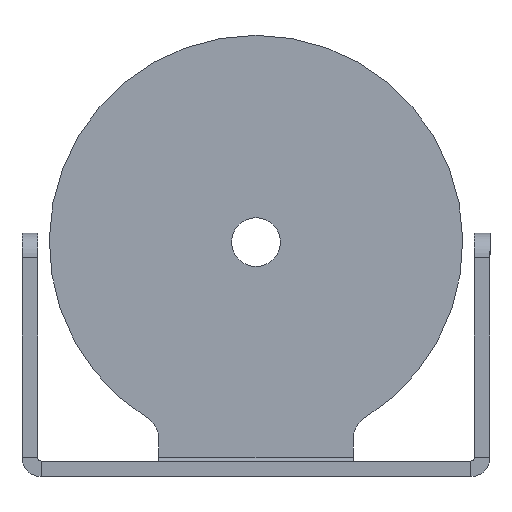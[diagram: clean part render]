
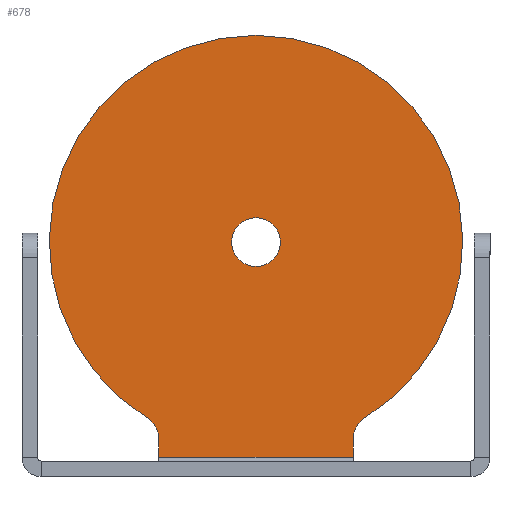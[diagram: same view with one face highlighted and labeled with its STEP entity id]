
A CAD part, front view. The second image highlights one B-rep face of the part: STEP entity #678.
In plain terms, the highlighted planar face has unit normal (0, -1, 0).
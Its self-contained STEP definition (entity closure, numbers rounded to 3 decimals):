
#7 = CARTESIAN_POINT ( 'NONE',  ( 20., 93.6, 0. ) ) ;
#26 = CARTESIAN_POINT ( 'NONE',  ( 20., 93.6, -41.763 ) ) ;
#40 = CIRCLE ( 'NONE', #332, 42.5 ) ;
#51 = CARTESIAN_POINT ( 'NONE',  ( 22.368, 93.6, -33.637 ) ) ;
#58 = AXIS2_PLACEMENT_3D ( 'NONE', #1129, #531, #1166 ) ;
#87 = EDGE_CURVE ( 'NONE', #351, #1140, #40, .T. ) ;
#88 = ORIENTED_EDGE ( 'NONE', *, *, #970, .T. ) ;
#89 = CARTESIAN_POINT ( 'NONE',  ( 0., 93.6, 2.5 ) ) ;
#97 = CARTESIAN_POINT ( 'NONE',  ( 0., 93.6, -2.5 ) ) ;
#135 = VERTEX_POINT ( 'NONE', #917 ) ;
#158 = DIRECTION ( 'NONE',  ( 0., 0., 1. ) ) ;
#179 = VERTEX_POINT ( 'NONE', #476 ) ;
#181 = FACE_OUTER_BOUND ( 'NONE', #1016, .T. ) ;
#228 = VERTEX_POINT ( 'NONE', #97 ) ;
#230 = AXIS2_PLACEMENT_3D ( 'NONE', #1141, #713, #420 ) ;
#268 = CARTESIAN_POINT ( 'NONE',  ( 0., 93.6, 45. ) ) ;
#279 = DIRECTION ( 'NONE',  ( 0., 0., 1. ) ) ;
#290 = AXIS2_PLACEMENT_3D ( 'NONE', #1370, #310, #1548 ) ;
#310 = DIRECTION ( 'NONE',  ( 0., 1., 0. ) ) ;
#311 = VECTOR ( 'NONE', #158, 1000. ) ;
#321 = ORIENTED_EDGE ( 'NONE', *, *, #1033, .T. ) ;
#331 = PLANE ( 'NONE',  #1580 ) ;
#332 = AXIS2_PLACEMENT_3D ( 'NONE', #1388, #529, #1377 ) ;
#343 = VERTEX_POINT ( 'NONE', #1006 ) ;
#346 = VERTEX_POINT ( 'NONE', #506 ) ;
#351 = VERTEX_POINT ( 'NONE', #883 ) ;
#355 = DIRECTION ( 'NONE',  ( 0., 1., 0. ) ) ;
#385 = ORIENTED_EDGE ( 'NONE', *, *, #760, .F. ) ;
#420 = DIRECTION ( 'NONE',  ( 0., 0., 1. ) ) ;
#434 = DIRECTION ( 'NONE',  ( -1., 0., 0. ) ) ;
#476 = CARTESIAN_POINT ( 'NONE',  ( 20., 93.6, -41.763 ) ) ;
#506 = CARTESIAN_POINT ( 'NONE',  ( -20., 93.6, -41.763 ) ) ;
#524 = ORIENTED_EDGE ( 'NONE', *, *, #1343, .T. ) ;
#529 = DIRECTION ( 'NONE',  ( 0., 1., 0. ) ) ;
#531 = DIRECTION ( 'NONE',  ( 0., 1., 0. ) ) ;
#577 = DIRECTION ( 'NONE',  ( 0., 0., 1. ) ) ;
#589 = LINE ( 'NONE', #7, #311 ) ;
#599 = DIRECTION ( 'NONE',  ( 0., 0., 1. ) ) ;
#637 = EDGE_CURVE ( 'NONE', #343, #228, #943, .T. ) ;
#678 = ADVANCED_FACE ( 'NONE', ( #1350, #181 ), #331, .F. ) ;
#713 = DIRECTION ( 'NONE',  ( 0., 1., 0. ) ) ;
#732 = EDGE_CURVE ( 'NONE', #135, #1398, #756, .T. ) ;
#740 = EDGE_LOOP ( 'NONE', ( #1256, #321 ) ) ;
#750 = ORIENTED_EDGE ( 'NONE', *, *, #1364, .T. ) ;
#756 = CIRCLE ( 'NONE', #58, 5. ) ;
#760 = EDGE_CURVE ( 'NONE', #1140, #1398, #1375, .T. ) ;
#781 = AXIS2_PLACEMENT_3D ( 'NONE', #89, #1387, #599 ) ;
#829 = EDGE_CURVE ( 'NONE', #179, #346, #921, .T. ) ;
#842 = AXIS2_PLACEMENT_3D ( 'NONE', #1322, #1436, #577 ) ;
#856 = ORIENTED_EDGE ( 'NONE', *, *, #829, .F. ) ;
#883 = CARTESIAN_POINT ( 'NONE',  ( -22.368, 93.6, -33.637 ) ) ;
#917 = CARTESIAN_POINT ( 'NONE',  ( 20., 93.6, -37.889 ) ) ;
#921 = LINE ( 'NONE', #26, #939 ) ;
#922 = ORIENTED_EDGE ( 'NONE', *, *, #732, .T. ) ;
#939 = VECTOR ( 'NONE', #434, 1000. ) ;
#943 = CIRCLE ( 'NONE', #842, 5. ) ;
#970 = EDGE_CURVE ( 'NONE', #351, #1210, #1329, .T. ) ;
#1006 = CARTESIAN_POINT ( 'NONE',  ( 0., 93.6, 7.5 ) ) ;
#1016 = EDGE_LOOP ( 'NONE', ( #1095, #88, #524, #856, #750, #922, #385 ) ) ;
#1033 = EDGE_CURVE ( 'NONE', #228, #343, #1342, .T. ) ;
#1095 = ORIENTED_EDGE ( 'NONE', *, *, #87, .F. ) ;
#1129 = CARTESIAN_POINT ( 'NONE',  ( 25., 93.6, -37.889 ) ) ;
#1140 = VERTEX_POINT ( 'NONE', #268 ) ;
#1141 = CARTESIAN_POINT ( 'NONE',  ( 0., 93.6, 2.5 ) ) ;
#1142 = CARTESIAN_POINT ( 'NONE',  ( -20., 93.6, -37.889 ) ) ;
#1166 = DIRECTION ( 'NONE',  ( 0., 0., 1. ) ) ;
#1210 = VERTEX_POINT ( 'NONE', #1142 ) ;
#1240 = CARTESIAN_POINT ( 'NONE',  ( 0., 93.6, 0. ) ) ;
#1256 = ORIENTED_EDGE ( 'NONE', *, *, #637, .T. ) ;
#1301 = LINE ( 'NONE', #1600, #1574 ) ;
#1322 = CARTESIAN_POINT ( 'NONE',  ( 0., 93.6, 2.5 ) ) ;
#1329 = CIRCLE ( 'NONE', #290, 5. ) ;
#1342 = CIRCLE ( 'NONE', #781, 5. ) ;
#1343 = EDGE_CURVE ( 'NONE', #1210, #346, #1301, .T. ) ;
#1350 = FACE_BOUND ( 'NONE', #740, .T. ) ;
#1364 = EDGE_CURVE ( 'NONE', #179, #135, #589, .T. ) ;
#1366 = DIRECTION ( 'NONE',  ( 0., 0., -1. ) ) ;
#1370 = CARTESIAN_POINT ( 'NONE',  ( -25., 93.6, -37.889 ) ) ;
#1375 = CIRCLE ( 'NONE', #230, 42.5 ) ;
#1377 = DIRECTION ( 'NONE',  ( 0., 0., 1. ) ) ;
#1387 = DIRECTION ( 'NONE',  ( 0., 1., 0. ) ) ;
#1388 = CARTESIAN_POINT ( 'NONE',  ( 0., 93.6, 2.5 ) ) ;
#1398 = VERTEX_POINT ( 'NONE', #51 ) ;
#1436 = DIRECTION ( 'NONE',  ( 0., 1., 0. ) ) ;
#1548 = DIRECTION ( 'NONE',  ( 0., 0., 1. ) ) ;
#1574 = VECTOR ( 'NONE', #1366, 1000. ) ;
#1580 = AXIS2_PLACEMENT_3D ( 'NONE', #1240, #355, #279 ) ;
#1600 = CARTESIAN_POINT ( 'NONE',  ( -20., 93.6, 0. ) ) ;
